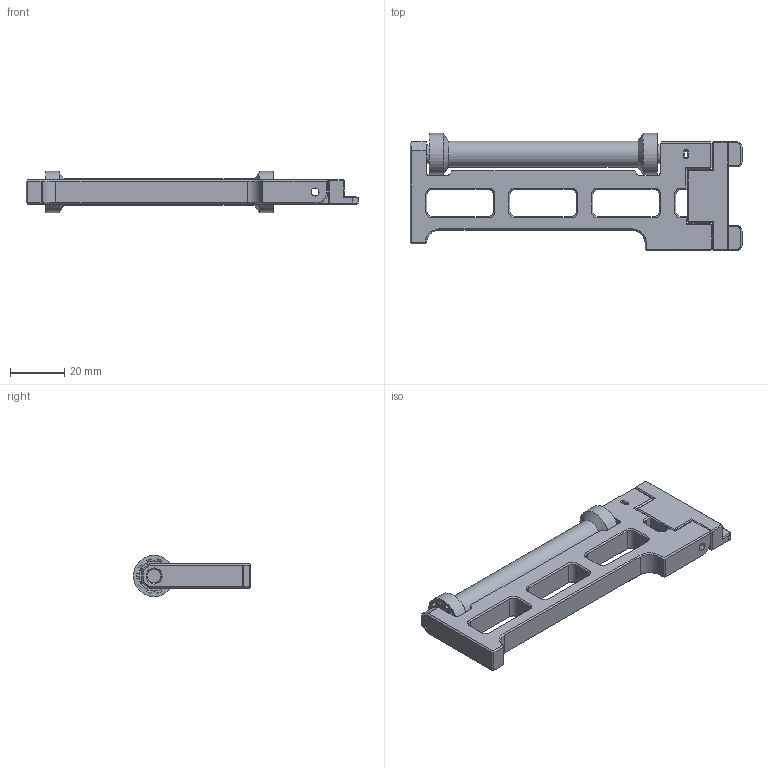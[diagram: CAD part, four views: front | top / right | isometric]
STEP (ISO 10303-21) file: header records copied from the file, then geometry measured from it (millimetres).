
FILE_DESCRIPTION (( 'STEP AP214' ), '1' );
FILE_NAME ('0.1 蹋殤.STEP', '2024-05-07T16:01:34', ( '' ), ( '' ), 'SwSTEP 2.0', 'SolidWorks 2021', '' );
FILE_SCHEMA (( 'AUTOMOTIVE_DESIGN' ));
Length unit declared in the file: millimetre
Products named in the file (8): ﾁ羮3^0.1 ﾁﾏｼﾜ; 0.1 蹋殤; ﾁ羮6^0.1 ﾁﾏｼﾜ; ﾁ羮7^0.1 ﾁﾏｼﾜ; ﾁ羮5^0.1 ﾁﾏｼﾜ; ﾁ羮8^0.1 ﾁﾏｼﾜ; ﾁ羮4^0.1 ﾁﾏｼﾜ
Assembly tree (8 placements, depth 2):
  0.1 蹋殤
    0.1 蹋殤
    ﾁ羮3^0.1 ﾁﾏｼﾜ
    ﾁ羮5^0.1 ﾁﾏｼﾜ  x2
    ﾁ羮6^0.1 ﾁﾏｼﾜ
    ﾁ羮7^0.1 ﾁﾏｼﾜ  x2
    ﾁ羮8^0.1 ﾁﾏｼﾜ
  ﾁ羮4^0.1 ﾁﾏｼﾜ
Bounding box: 122.1 x 43.1 x 15.2 mm (x, y, z)
Volume: 27085.7 mm3; surface area: 18467.2 mm2
Topology: 8 solids, 8 shells, 460 faces, 1115 edges, 678 vertices
Faces by surface type: plane 241, cylinder 138, cone 72, bspline 6, torus 3
Entity records: 14000 total; most frequent: CARTESIAN_POINT 3278, DIRECTION 2183, ORIENTED_EDGE 2134, EDGE_CURVE 1067, AXIS2_PLACEMENT_3D 753, LINE 677, VECTOR 677, VERTEX_POINT 646
